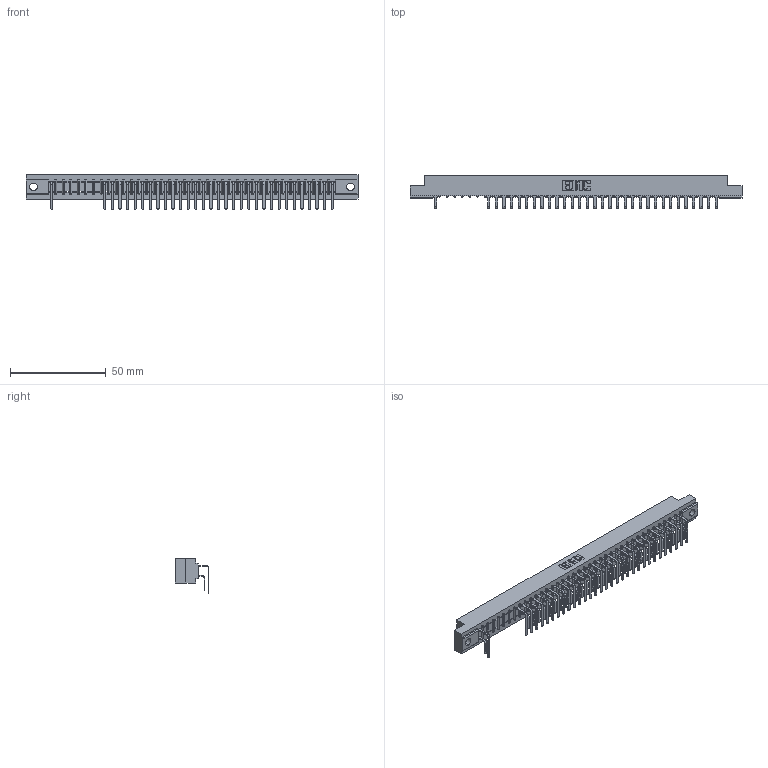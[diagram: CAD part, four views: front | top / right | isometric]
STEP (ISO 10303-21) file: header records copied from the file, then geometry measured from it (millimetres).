
FILE_DESCRIPTION (( 'STEP AP203' ), '1' );
FILE_NAME ('307-038-559-102.STEP', '2018-08-05T10:58:42', ( '' ), ( '' ), 'SwSTEP 2.0', 'SolidWorks 2016', '' );
FILE_SCHEMA (( 'CONFIG_CONTROL_DESIGN' ));
Length unit declared in the file: inch
Products named in the file (4): 307-038-559-102; 307 Part_.128 Dia Mounting Holes; 307-290-001_558 559 - 1 (Single); 307-290-001_559 - 2 (Single)
Assembly tree (64 placements, depth 2):
  307-038-559-102
    307 Part_.128 Dia Mounting Holes
    307-290-001_558 559 - 1 (Single)  x31
    307-290-001_559 - 2 (Single)  x32
Bounding box: 173.58 x 17.69 x 18.07 mm (x, y, z)
Volume: 18455 mm3; surface area: 22834.3 mm2
Topology: 64 solids, 64 shells, 3437 faces, 9685 edges, 6266 vertices
Faces by surface type: plane 2227, cylinder 1132, sphere 78
Entity records: 35319 total; most frequent: CARTESIAN_POINT 5835, ORIENTED_EDGE 5794, DIRECTION 5703, EDGE_CURVE 2897, VECTOR 2219, LINE 2219, VERTEX_POINT 1874, AXIS2_PLACEMENT_3D 1742
